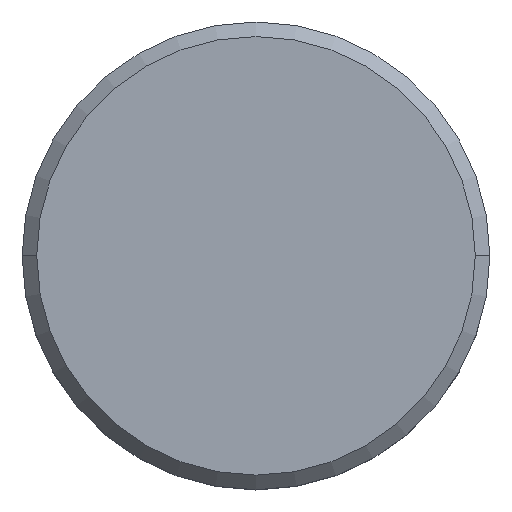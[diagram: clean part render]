
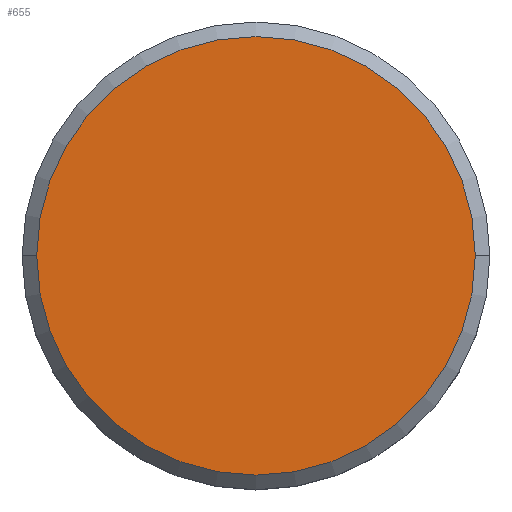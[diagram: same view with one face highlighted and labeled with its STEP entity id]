
A CAD part, top view. The second image highlights one B-rep face of the part: STEP entity #655.
In plain terms, the highlighted planar face has unit normal (0, 0, 1).
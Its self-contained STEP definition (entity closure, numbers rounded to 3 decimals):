
#85 = ORIENTED_EDGE ( 'NONE', *, *, #939, .T. ) ;
#129 = CIRCLE ( 'NONE', #1036, 7.5 ) ;
#161 = DIRECTION ( 'NONE',  ( 1., 0., 0. ) ) ;
#180 = ORIENTED_EDGE ( 'NONE', *, *, #734, .T. ) ;
#192 = FACE_OUTER_BOUND ( 'NONE', #751, .T. ) ;
#326 = DIRECTION ( 'NONE',  ( 0., 0., 1. ) ) ;
#367 = VERTEX_POINT ( 'NONE', #750 ) ;
#380 = DIRECTION ( 'NONE',  ( 1., 0., 0. ) ) ;
#541 = DIRECTION ( 'NONE',  ( 0., 0., 1. ) ) ;
#543 = AXIS2_PLACEMENT_3D ( 'NONE', #832, #541, #380 ) ;
#552 = VERTEX_POINT ( 'NONE', #889 ) ;
#655 = ADVANCED_FACE ( 'NONE', ( #192 ), #1024, .T. ) ;
#676 = CIRCLE ( 'NONE', #954, 7.5 ) ;
#734 = EDGE_CURVE ( 'NONE', #367, #552, #676, .T. ) ;
#750 = CARTESIAN_POINT ( 'NONE',  ( 7.5, 0., 0. ) ) ;
#751 = EDGE_LOOP ( 'NONE', ( #85, #180 ) ) ;
#781 = DIRECTION ( 'NONE',  ( 0., 0., 1. ) ) ;
#785 = CARTESIAN_POINT ( 'NONE',  ( 0., 0., 0. ) ) ;
#832 = CARTESIAN_POINT ( 'NONE',  ( 0., 0., 0. ) ) ;
#889 = CARTESIAN_POINT ( 'NONE',  ( -7.5, 0., 0. ) ) ;
#892 = CARTESIAN_POINT ( 'NONE',  ( 0., 0., 0. ) ) ;
#939 = EDGE_CURVE ( 'NONE', #552, #367, #129, .T. ) ;
#954 = AXIS2_PLACEMENT_3D ( 'NONE', #785, #781, #963 ) ;
#963 = DIRECTION ( 'NONE',  ( 1., 0., 0. ) ) ;
#1024 = PLANE ( 'NONE',  #543 ) ;
#1036 = AXIS2_PLACEMENT_3D ( 'NONE', #892, #326, #161 ) ;
